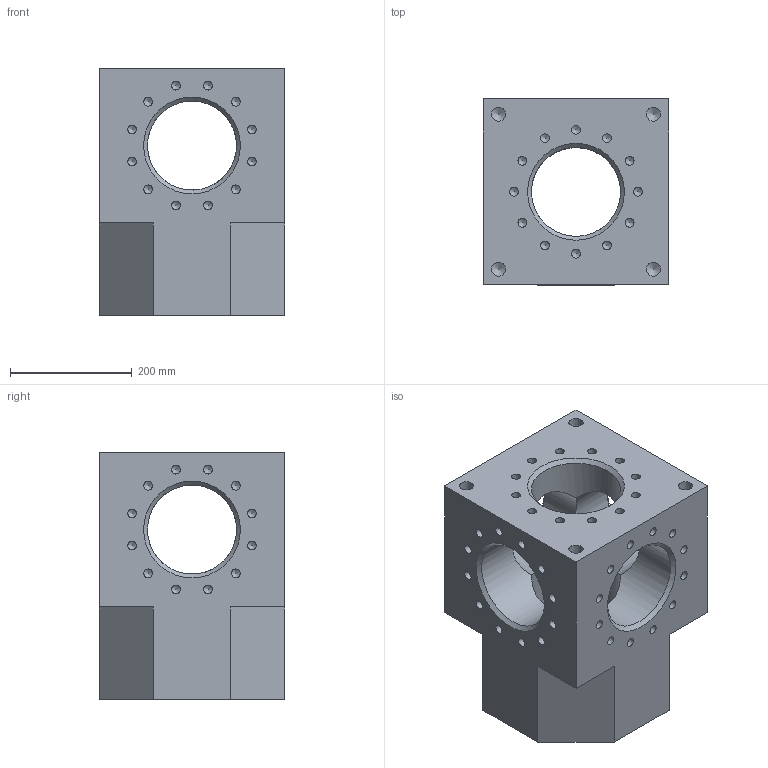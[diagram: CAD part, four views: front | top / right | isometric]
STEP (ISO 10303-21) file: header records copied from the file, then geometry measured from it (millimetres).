
FILE_DESCRIPTION(/* description */ (''),/* implementation_level */ '2;1');
FILE_NAME(/* name */ 'Steel Vessel 5.stp',/* time_stamp */ '2018-01-30T15:42:33-06:00',/* author */ ('digiovine'),/* organization */ (''),/* preprocessor_version */ 'ST-DEVELOPER v16.5',/* originating_system */ 'Autodesk Inventor 2017',/* authorisation */ '');
FILE_SCHEMA (('AUTOMOTIVE_DESIGN { 1 0 10303 214 3 1 1 }'));
Length unit declared in the file: inch
Products named in the file (1): Steel Vessel 5
Bounding box: 304.8 x 304.8 x 406.4 mm (x, y, z)
Volume: 22183618.7 mm3; surface area: 938736.4 mm2
Topology: 1 solids, 1 shells, 186 faces, 478 edges, 290 vertices
Faces by surface type: cone 86, cylinder 86, plane 14
Full cylindrical faces by diameter (mm): 14.351 x72, 23.114 x8, 146.05 x6
Entity records: 4016 total; most frequent: DIRECTION 778, CARTESIAN_POINT 611, ORIENTED_EDGE 440, AXIS2_PLACEMENT_3D 371, EDGE_LOOP 364, EDGE_CURVE 220, VERTEX_POINT 204, FACE_OUTER_BOUND 186
